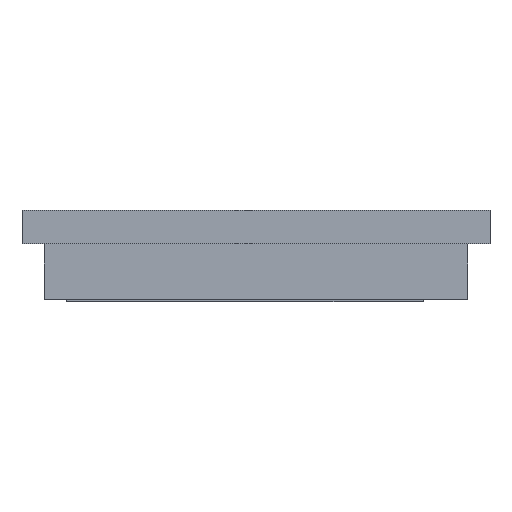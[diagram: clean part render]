
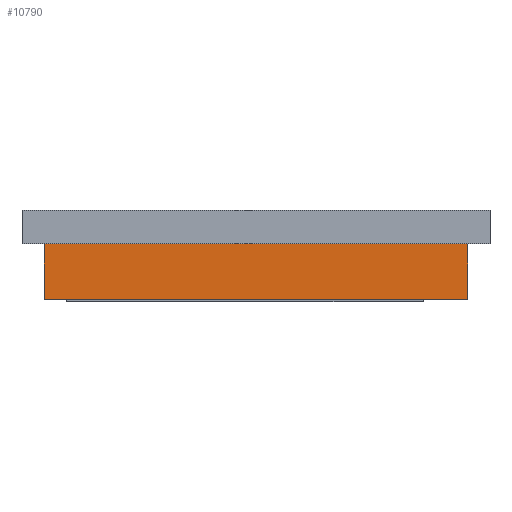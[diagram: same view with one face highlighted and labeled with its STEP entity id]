
A CAD part, front view. The second image highlights one B-rep face of the part: STEP entity #10790.
In plain terms, the highlighted planar face has unit normal (0, -1, 0).
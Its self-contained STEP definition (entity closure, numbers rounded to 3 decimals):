
#95 = CARTESIAN_POINT ( 'NONE',  ( 4.75, -7.25, -1.625 ) ) ;
#961 = PLANE ( 'NONE',  #20276 ) ;
#3803 = LINE ( 'NONE', #95, #13644 ) ;
#3900 = CARTESIAN_POINT ( 'NONE',  ( -4.75, -7.25, -0.375 ) ) ;
#4130 = CARTESIAN_POINT ( 'NONE',  ( -4.75, -7.25, -1.625 ) ) ;
#5365 = ORIENTED_EDGE ( 'NONE', *, *, #21741, .F. ) ;
#6022 = DIRECTION ( 'NONE',  ( 0., 0., 1. ) ) ;
#6258 = VERTEX_POINT ( 'NONE', #3900 ) ;
#7714 = EDGE_CURVE ( 'NONE', #17834, #6258, #10585, .T. ) ;
#9296 = LINE ( 'NONE', #4130, #17498 ) ;
#9495 = EDGE_CURVE ( 'NONE', #17351, #17834, #3803, .T. ) ;
#9988 = FACE_OUTER_BOUND ( 'NONE', #13787, .T. ) ;
#10585 = LINE ( 'NONE', #17915, #15789 ) ;
#10649 = DIRECTION ( 'NONE',  ( 0., 0., 1. ) ) ;
#10790 = ADVANCED_FACE ( 'NONE', ( #9988 ), #961, .F. ) ;
#10887 = CARTESIAN_POINT ( 'NONE',  ( 4.75, -7.25, -0.375 ) ) ;
#11170 = VERTEX_POINT ( 'NONE', #14646 ) ;
#13494 = CARTESIAN_POINT ( 'NONE',  ( 4.75, -7.25, -1.625 ) ) ;
#13644 = VECTOR ( 'NONE', #10649, 1000. ) ;
#13787 = EDGE_LOOP ( 'NONE', ( #20007, #18163, #5365, #22540 ) ) ;
#14646 = CARTESIAN_POINT ( 'NONE',  ( -4.75, -7.25, -1.625 ) ) ;
#14788 = VECTOR ( 'NONE', #18702, 1000. ) ;
#15789 = VECTOR ( 'NONE', #19447, 1000. ) ;
#16959 = CARTESIAN_POINT ( 'NONE',  ( 4.75, -7.25, -1.625 ) ) ;
#17000 = LINE ( 'NONE', #20415, #14788 ) ;
#17037 = DIRECTION ( 'NONE',  ( 0., 0., 1. ) ) ;
#17351 = VERTEX_POINT ( 'NONE', #13494 ) ;
#17498 = VECTOR ( 'NONE', #6022, 1000. ) ;
#17834 = VERTEX_POINT ( 'NONE', #10887 ) ;
#17915 = CARTESIAN_POINT ( 'NONE',  ( 4.75, -7.25, -0.375 ) ) ;
#18163 = ORIENTED_EDGE ( 'NONE', *, *, #22269, .F. ) ;
#18610 = DIRECTION ( 'NONE',  ( 0., 1., 0. ) ) ;
#18702 = DIRECTION ( 'NONE',  ( -1., 0., 0. ) ) ;
#19447 = DIRECTION ( 'NONE',  ( -1., 0., 0. ) ) ;
#20007 = ORIENTED_EDGE ( 'NONE', *, *, #7714, .T. ) ;
#20276 = AXIS2_PLACEMENT_3D ( 'NONE', #16959, #18610, #17037 ) ;
#20415 = CARTESIAN_POINT ( 'NONE',  ( 4.75, -7.25, -1.625 ) ) ;
#21741 = EDGE_CURVE ( 'NONE', #17351, #11170, #17000, .T. ) ;
#22269 = EDGE_CURVE ( 'NONE', #11170, #6258, #9296, .T. ) ;
#22540 = ORIENTED_EDGE ( 'NONE', *, *, #9495, .T. ) ;
